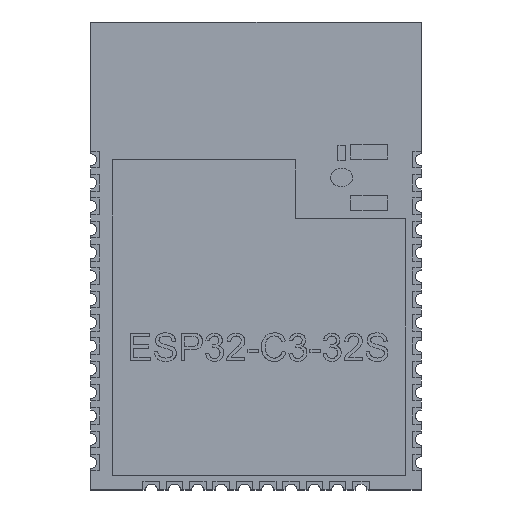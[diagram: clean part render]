
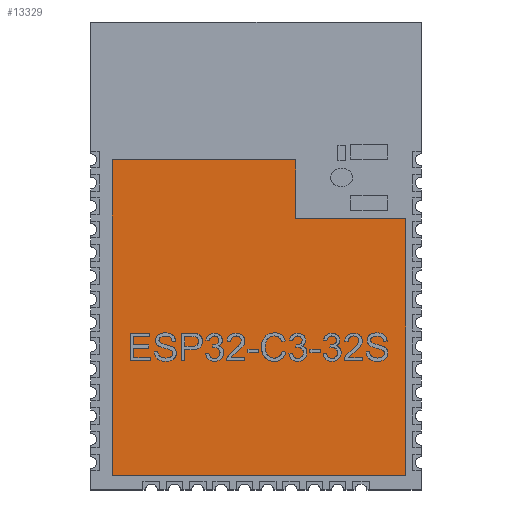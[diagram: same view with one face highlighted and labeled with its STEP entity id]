
A CAD part, top view. The second image highlights one B-rep face of the part: STEP entity #13329.
In plain terms, the highlighted planar face has unit normal (0, 0, 1).
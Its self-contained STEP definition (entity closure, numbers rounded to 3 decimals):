
#896=FACE_OUTER_BOUND('',#1676,.T.);
#1676=EDGE_LOOP('',(#8812,#8813,#8814,#8815,#8816,#8817));
#2454=LINE('',#17616,#3952);
#2457=LINE('',#17622,#3955);
#2460=LINE('',#17628,#3958);
#2463=LINE('',#17634,#3961);
#2466=LINE('',#17640,#3964);
#2469=LINE('',#17644,#3967);
#3952=VECTOR('',#14825,10.);
#3955=VECTOR('',#14830,10.);
#3958=VECTOR('',#14835,10.);
#3961=VECTOR('',#14840,10.);
#3964=VECTOR('',#14845,10.);
#3967=VECTOR('',#14850,10.);
#5450=VERTEX_POINT('',#17613);
#5451=VERTEX_POINT('',#17615);
#5453=VERTEX_POINT('',#17621);
#5455=VERTEX_POINT('',#17627);
#5457=VERTEX_POINT('',#17633);
#5459=VERTEX_POINT('',#17639);
#6786=EDGE_CURVE('',#5451,#5450,#2454,.T.);
#6789=EDGE_CURVE('',#5453,#5451,#2457,.T.);
#6792=EDGE_CURVE('',#5455,#5453,#2460,.T.);
#6795=EDGE_CURVE('',#5457,#5455,#2463,.T.);
#6798=EDGE_CURVE('',#5459,#5457,#2466,.T.);
#6801=EDGE_CURVE('',#5450,#5459,#2469,.T.);
#8812=ORIENTED_EDGE('',*,*,#6801,.T.);
#8813=ORIENTED_EDGE('',*,*,#6798,.T.);
#8814=ORIENTED_EDGE('',*,*,#6795,.T.);
#8815=ORIENTED_EDGE('',*,*,#6792,.T.);
#8816=ORIENTED_EDGE('',*,*,#6789,.T.);
#8817=ORIENTED_EDGE('',*,*,#6786,.T.);
#12802=PLANE('',#14179);
#13329=ADVANCED_FACE('',(#896),#12802,.T.);
#14179=AXIS2_PLACEMENT_3D('',#17645,#14851,#14852);
#14825=DIRECTION('',(0.,-1.,0.));
#14830=DIRECTION('',(-1.,0.,0.));
#14835=DIRECTION('',(0.,1.,0.));
#14840=DIRECTION('',(-1.,0.,0.));
#14845=DIRECTION('',(0.,1.,0.));
#14850=DIRECTION('',(1.,0.,0.));
#14851=DIRECTION('center_axis',(0.,0.,1.));
#14852=DIRECTION('ref_axis',(1.,0.,0.));
#17613=CARTESIAN_POINT('',(-8.,-11.447,3.15));
#17615=CARTESIAN_POINT('',(-8.,5.753,3.15));
#17616=CARTESIAN_POINT('',(-8.,-11.447,3.15));
#17621=CARTESIAN_POINT('',(2.,5.753,3.15));
#17622=CARTESIAN_POINT('',(-8.,5.753,3.15));
#17627=CARTESIAN_POINT('',(2.,2.553,3.15));
#17628=CARTESIAN_POINT('',(2.,2.553,3.15));
#17633=CARTESIAN_POINT('',(8.,2.553,3.15));
#17634=CARTESIAN_POINT('',(8.,2.553,3.15));
#17639=CARTESIAN_POINT('',(8.,-11.447,3.15));
#17640=CARTESIAN_POINT('',(8.,-11.447,3.15));
#17644=CARTESIAN_POINT('',(-8.,-11.447,3.15));
#17645=CARTESIAN_POINT('Origin',(0.,-2.847,3.15));
